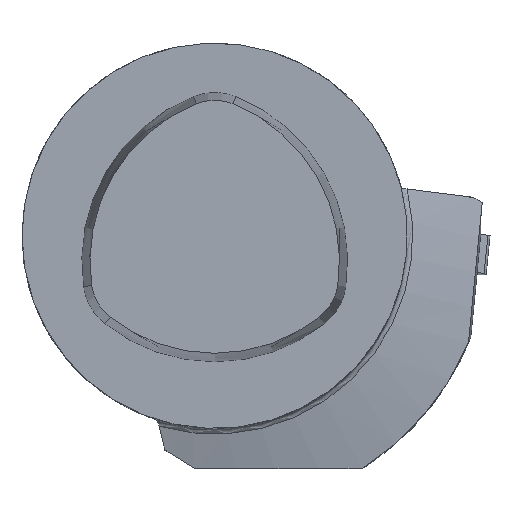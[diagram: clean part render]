
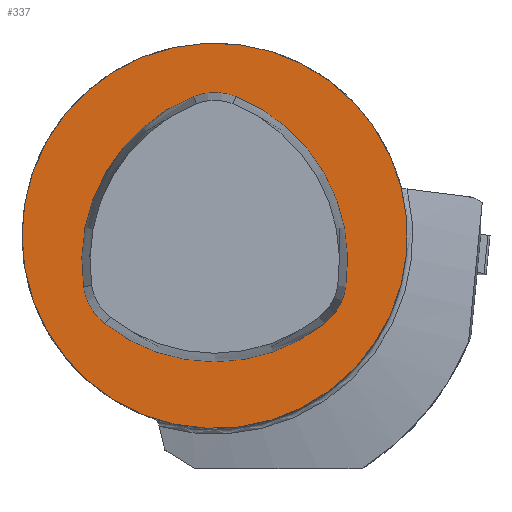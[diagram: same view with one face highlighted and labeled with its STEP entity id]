
A CAD part, top view. The second image highlights one B-rep face of the part: STEP entity #337.
In plain terms, the highlighted planar face has unit normal (0, 0, 1).
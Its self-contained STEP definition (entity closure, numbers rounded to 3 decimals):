
#113=FACE_BOUND('',#454,.T.);
#114=FACE_BOUND('',#455,.T.);
#154=PLANE('',#1106);
#337=ADVANCED_FACE('',(#113,#114),#154,.T.);
#454=EDGE_LOOP('',(#625));
#455=EDGE_LOOP('',(#626,#627,#628,#629,#630,#631));
#500=CIRCLE('',#1081,31.5);
#508=CIRCLE('',#1100,29.);
#509=CIRCLE('',#1101,9.4);
#510=CIRCLE('',#1102,29.);
#511=CIRCLE('',#1103,9.4);
#512=CIRCLE('',#1104,29.);
#513=CIRCLE('',#1105,9.4);
#625=ORIENTED_EDGE('',*,*,#909,.T.);
#626=ORIENTED_EDGE('',*,*,#936,.F.);
#627=ORIENTED_EDGE('',*,*,#937,.F.);
#628=ORIENTED_EDGE('',*,*,#938,.F.);
#629=ORIENTED_EDGE('',*,*,#939,.F.);
#630=ORIENTED_EDGE('',*,*,#940,.F.);
#631=ORIENTED_EDGE('',*,*,#941,.F.);
#816=VERTEX_POINT('',#1594);
#837=VERTEX_POINT('',#1676);
#838=VERTEX_POINT('',#1677);
#839=VERTEX_POINT('',#1679);
#840=VERTEX_POINT('',#1681);
#841=VERTEX_POINT('',#1683);
#842=VERTEX_POINT('',#1685);
#909=EDGE_CURVE('',#816,#816,#500,.T.);
#936=EDGE_CURVE('',#837,#838,#508,.T.);
#937=EDGE_CURVE('',#839,#837,#509,.T.);
#938=EDGE_CURVE('',#840,#839,#510,.T.);
#939=EDGE_CURVE('',#841,#840,#511,.T.);
#940=EDGE_CURVE('',#842,#841,#512,.T.);
#941=EDGE_CURVE('',#838,#842,#513,.T.);
#1081=AXIS2_PLACEMENT_3D('',#1593,#1242,#1243);
#1100=AXIS2_PLACEMENT_3D('',#1675,#1290,#1291);
#1101=AXIS2_PLACEMENT_3D('',#1678,#1292,#1293);
#1102=AXIS2_PLACEMENT_3D('',#1680,#1294,#1295);
#1103=AXIS2_PLACEMENT_3D('',#1682,#1296,#1297);
#1104=AXIS2_PLACEMENT_3D('',#1684,#1298,#1299);
#1105=AXIS2_PLACEMENT_3D('',#1686,#1300,#1301);
#1106=AXIS2_PLACEMENT_3D('',#1687,#1302,#1303);
#1242=DIRECTION('',(0.,0.,1.));
#1243=DIRECTION('',(-1.,0.,0.));
#1290=DIRECTION('',(0.,0.,1.));
#1291=DIRECTION('',(-1.,0.,0.));
#1292=DIRECTION('',(0.,0.,1.));
#1293=DIRECTION('',(-1.,0.,0.));
#1294=DIRECTION('',(0.,0.,1.));
#1295=DIRECTION('',(-1.,0.,0.));
#1296=DIRECTION('',(0.,0.,1.));
#1297=DIRECTION('',(-1.,0.,0.));
#1298=DIRECTION('',(0.,0.,1.));
#1299=DIRECTION('',(-1.,0.,0.));
#1300=DIRECTION('',(0.,0.,1.));
#1301=DIRECTION('',(-1.,0.,0.));
#1302=DIRECTION('',(0.,0.,1.));
#1303=DIRECTION('',(1.,0.,0.));
#1593=CARTESIAN_POINT('',(0.,0.,0.));
#1594=CARTESIAN_POINT('',(-31.5,0.,0.));
#1675=CARTESIAN_POINT('',(-7.275,-4.2,0.));
#1676=CARTESIAN_POINT('',(21.428,-8.343,0.));
#1677=CARTESIAN_POINT('',(3.489,22.729,0.));
#1678=CARTESIAN_POINT('',(12.124,-7.,0.));
#1679=CARTESIAN_POINT('',(17.939,-14.386,0.));
#1680=CARTESIAN_POINT('',(0.,8.4,0.));
#1681=CARTESIAN_POINT('',(-17.939,-14.386,0.));
#1682=CARTESIAN_POINT('',(-12.124,-7.,0.));
#1683=CARTESIAN_POINT('',(-21.428,-8.343,0.));
#1684=CARTESIAN_POINT('',(7.275,-4.2,0.));
#1685=CARTESIAN_POINT('',(-3.489,22.729,0.));
#1686=CARTESIAN_POINT('',(0.,14.,0.));
#1687=CARTESIAN_POINT('',(0.,0.,0.));
